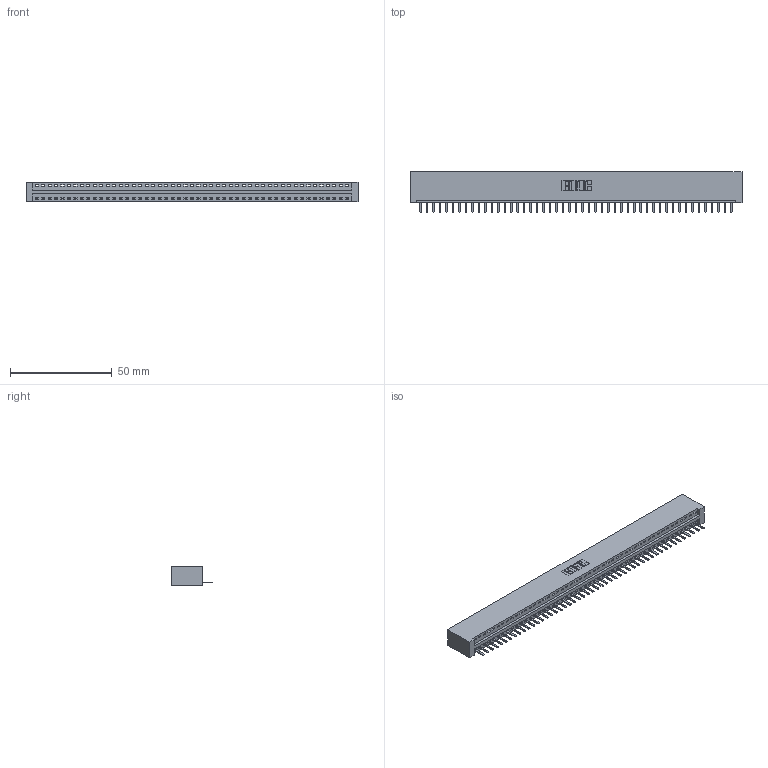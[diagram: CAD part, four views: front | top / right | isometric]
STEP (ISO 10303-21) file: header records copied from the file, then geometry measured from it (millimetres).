
FILE_DESCRIPTION (( 'STEP AP203' ), '1' );
FILE_NAME ('396-049-520-101.STEP', '2018-09-08T01:32:09', ( '' ), ( '' ), 'SwSTEP 2.0', 'SolidWorks 2016', '' );
FILE_SCHEMA (( 'CONFIG_CONTROL_DESIGN' ));
Length unit declared in the file: inch
Products named in the file (3): 346 Part_No Mounting Lugs; 345-292-001_345-293-120; 396-049-520-101
Assembly tree (50 placements, depth 2):
  396-049-520-101
    346 Part_No Mounting Lugs
    345-292-001_345-293-120  x49
Bounding box: 162.81 x 20.02 x 9.4 mm (x, y, z)
Volume: 16041.6 mm3; surface area: 19730.1 mm2
Topology: 50 solids, 50 shells, 3152 faces, 9321 edges, 6082 vertices
Faces by surface type: plane 2130, cylinder 1022
Entity records: 29305 total; most frequent: CARTESIAN_POINT 5039, ORIENTED_EDGE 5010, DIRECTION 4419, EDGE_CURVE 2505, LINE 2181, VECTOR 2181, VERTEX_POINT 1666, AXIS2_PLACEMENT_3D 1119
